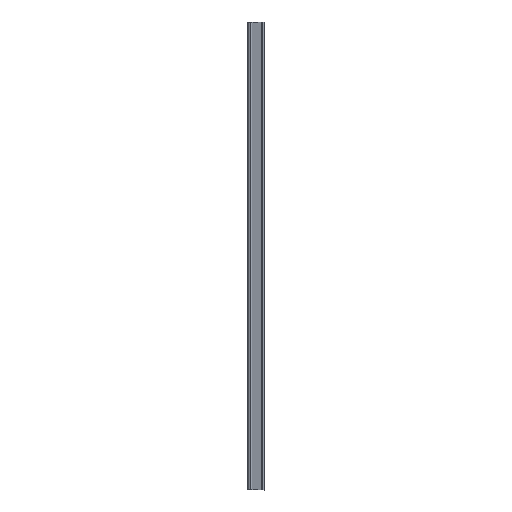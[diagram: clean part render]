
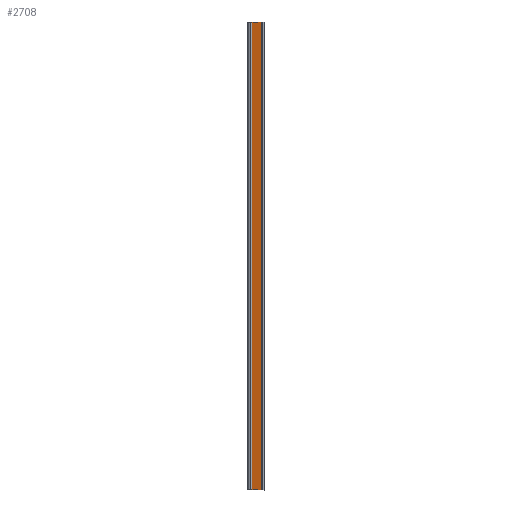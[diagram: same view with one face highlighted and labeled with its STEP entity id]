
A CAD part, left-side view. The second image highlights one B-rep face of the part: STEP entity #2708.
In plain terms, the highlighted planar face has unit normal (-0.949, 0.316, 0).
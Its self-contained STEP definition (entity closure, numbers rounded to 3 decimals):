
#596=DIRECTION('',(0.316,0.949,0.));
#597=VECTOR('',#596,20.172);
#598=CARTESIAN_POINT('',(-12.274,-22.192,
0.));
#599=LINE('',#598,#597);
#754=DIRECTION('',(-0.316,-0.949,0.));
#755=VECTOR('',#754,20.172);
#756=CARTESIAN_POINT('',(-5.909,-3.051,1000.));
#757=LINE('',#756,#755);
#1256=DIRECTION('',(0.,0.,-1.));
#1257=VECTOR('',#1256,1000.);
#1258=CARTESIAN_POINT('',(-12.274,-22.192,1000.));
#1259=LINE('',#1258,#1257);
#1263=DIRECTION('',(0.,0.,1.));
#1264=VECTOR('',#1263,1000.);
#1265=CARTESIAN_POINT('',(-5.909,-3.051,
0.));
#1266=LINE('',#1265,#1264);
#1987=CARTESIAN_POINT('',(-5.909,-3.051,0.));
#1989=VERTEX_POINT('',#1987);
#2015=CARTESIAN_POINT('',(-5.909,-3.051,1000.));
#2016=CARTESIAN_POINT('',(-12.274,-22.192,1000.));
#2017=VERTEX_POINT('',#2015);
#2018=VERTEX_POINT('',#2016);
#2175=CARTESIAN_POINT('',(-12.274,-22.192,0.));
#2176=VERTEX_POINT('',#2175);
#2696=CARTESIAN_POINT('',(-12.274,-22.192,1000.));
#2697=DIRECTION('',(0.949,-0.316,0.));
#2698=DIRECTION('',(0.316,0.949,0.));
#2699=AXIS2_PLACEMENT_3D('',#2696,#2697,#2698);
#2700=PLANE('',#2699);
#2701=ORIENTED_EDGE('',*,*,#2384,.T.);
#2703=ORIENTED_EDGE('',*,*,#2702,.T.);
#2704=ORIENTED_EDGE('',*,*,#2474,.T.);
#2705=ORIENTED_EDGE('',*,*,#2690,.T.);
#2706=EDGE_LOOP('',(#2701,#2703,#2704,#2705));
#2707=FACE_OUTER_BOUND('',#2706,.F.);
#2708=ADVANCED_FACE('',(#2707),#2700,.F.);
#2384=EDGE_CURVE('',#2176,#1989,#599,.T.);
#2474=EDGE_CURVE('',#2017,#2018,#757,.T.);
#2690=EDGE_CURVE('',#2018,#2176,#1259,.T.);
#2702=EDGE_CURVE('',#1989,#2017,#1266,.T.);
